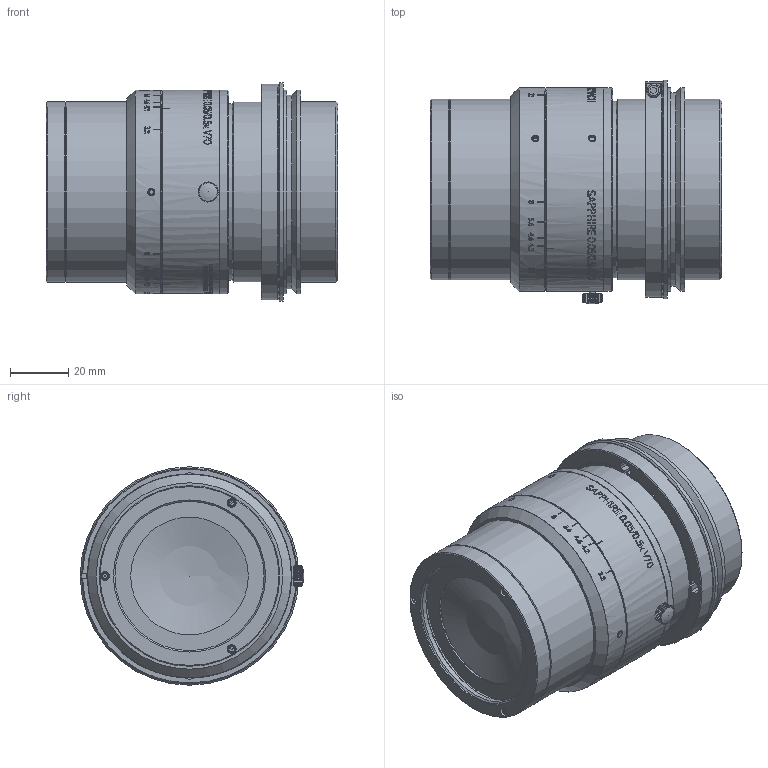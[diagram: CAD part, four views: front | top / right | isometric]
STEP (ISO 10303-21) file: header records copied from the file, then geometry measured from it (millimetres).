
FILE_DESCRIPTION(/* description */ (''),/* implementation_level */ '2;1');
FILE_NAME(/* name */ '1071189_00139494_003.stp',/* time_stamp */ '2022-08-30T16:45:42+02:00',/* author */ (''),/* organization */ (''),/* preprocessor_version */ 'ST-DEVELOPER v16',/* originating_system */ 'SIEMENS PLM Software NX 10.0',/* authorisation */ '');
FILE_SCHEMA (('AP203_CONFIGURATION_CONTROLLED_3D_DESIGN_OF_MECHANICAL_PARTS_AND_ASSEMBLIES_MIM_LF { 1 0 10303 403 2 1 2}'));
Length unit declared in the file: millimetre
Products named in the file (1): Guge8A741630f1rk
Bounding box: 100.1 x 76.72 x 75 mm (x, y, z)
Volume: 317747.6 mm3; surface area: 44574 mm2
Topology: 1 solids, 6 shells, 542 faces, 1812 edges, 1475 vertices
Faces by surface type: cylinder 260, plane 229, cone 46, torus 4, sphere 3
Full cylindrical faces by diameter (mm): 1.7 x3, 1.9 x3, 2 x1, 2.05 x7, 2.5 x1, 2.8 x1, 3 x3, 4.5 x1, 39.5 x1, 40.4 x1, 45.46 x1, 46.2 x2, 49.4 x1, 50 x1, 51.2 x1, 52.2 x2, 53.5 x1, 54.4 x1, 54.9 x1, 55.188 x1, 56.2 x1, 60.7 x1, 62 x4, 62.1 x1, 63.6 x1, 66.4 x1, 70 x7, 75 x1
Entity records: 23143 total; most frequent: CARTESIAN_POINT 8797, ORIENTED_EDGE 3326, DIRECTION 2098, EDGE_CURVE 1685, VERTEX_POINT 1440, B_SPLINE_CURVE_WITH_KNOTS 954, AXIS2_PLACEMENT_3D 862, EDGE_LOOP 860
